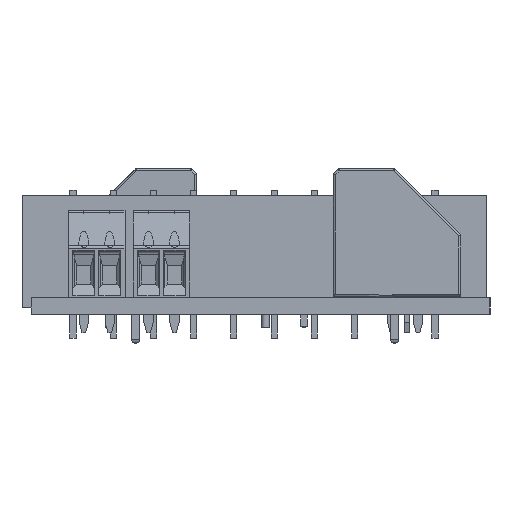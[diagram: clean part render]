
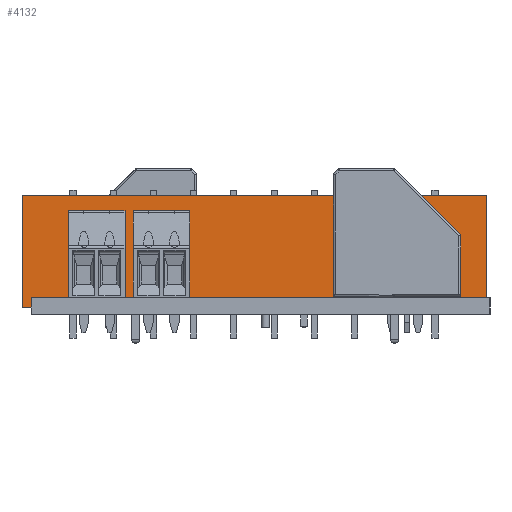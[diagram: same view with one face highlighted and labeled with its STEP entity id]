
A CAD part, left-side view. The second image highlights one B-rep face of the part: STEP entity #4132.
In plain terms, the highlighted face is planar.
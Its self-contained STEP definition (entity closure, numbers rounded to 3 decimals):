
#261 = PLANE('',#262);
#262 = AXIS2_PLACEMENT_3D('',#263,#264,#265);
#263 = CARTESIAN_POINT('',(17.75,0.,10.));
#264 = DIRECTION('',(0.,0.,1.));
#265 = DIRECTION('',(1.,0.,0.));
#298 = VERTEX_POINT('',#299);
#299 = CARTESIAN_POINT('',(-4.,3.5,0.));
#308 = PLANE('',#309);
#309 = AXIS2_PLACEMENT_3D('',#310,#311,#312);
#310 = CARTESIAN_POINT('',(-4.,3.5,0.));
#311 = DIRECTION('',(1.,0.,0.));
#312 = DIRECTION('',(0.,-1.,0.));
#320 = PLANE('',#321);
#321 = AXIS2_PLACEMENT_3D('',#322,#323,#324);
#322 = CARTESIAN_POINT('',(17.75,0.,0.)
  );
#323 = DIRECTION('',(0.,0.,1.));
#324 = DIRECTION('',(1.,0.,0.));
#361 = VERTEX_POINT('',#362);
#362 = CARTESIAN_POINT('',(-4.,3.5,-1.));
#376 = PLANE('',#377);
#377 = AXIS2_PLACEMENT_3D('',#378,#379,#380);
#378 = CARTESIAN_POINT('',(-4.5,0.,-1.));
#379 = DIRECTION('',(0.,0.,-1.));
#380 = DIRECTION('',(-1.,0.,0.));
#388 = EDGE_CURVE('',#298,#361,#389,.T.);
#389 = SURFACE_CURVE('',#390,(#394,#401),.PCURVE_S1.);
#390 = LINE('',#391,#392);
#391 = CARTESIAN_POINT('',(-4.,3.5,0.));
#392 = VECTOR('',#393,1.);
#393 = DIRECTION('',(0.,0.,-1.));
#394 = PCURVE('',#308,#395);
#395 = DEFINITIONAL_REPRESENTATION('',(#396),#400);
#396 = LINE('',#397,#398);
#397 = CARTESIAN_POINT('',(0.,0.));
#398 = VECTOR('',#399,1.);
#399 = DIRECTION('',(0.,1.));
#400 = ( GEOMETRIC_REPRESENTATION_CONTEXT(2) 
PARAMETRIC_REPRESENTATION_CONTEXT() REPRESENTATION_CONTEXT('2D SPACE',''
  ) );
#401 = PCURVE('',#402,#407);
#402 = PLANE('',#403);
#403 = AXIS2_PLACEMENT_3D('',#404,#405,#406);
#404 = CARTESIAN_POINT('',(-5.,3.5,0.));
#405 = DIRECTION('',(0.,1.,0.));
#406 = DIRECTION('',(1.,0.,0.));
#407 = DEFINITIONAL_REPRESENTATION('',(#408),#412);
#408 = LINE('',#409,#410);
#409 = CARTESIAN_POINT('',(1.,0.));
#410 = VECTOR('',#411,1.);
#411 = DIRECTION('',(0.,1.));
#412 = ( GEOMETRIC_REPRESENTATION_CONTEXT(2) 
PARAMETRIC_REPRESENTATION_CONTEXT() REPRESENTATION_CONTEXT('2D SPACE',''
  ) );
#467 = VERTEX_POINT('',#468);
#468 = CARTESIAN_POINT('',(40.5,3.5,-1.));
#477 = PLANE('',#478);
#478 = AXIS2_PLACEMENT_3D('',#479,#480,#481);
#479 = CARTESIAN_POINT('',(40.,0.,-1.));
#480 = DIRECTION('',(0.,0.,-1.));
#481 = DIRECTION('',(-1.,0.,0.));
#489 = PLANE('',#490);
#490 = AXIS2_PLACEMENT_3D('',#491,#492,#493);
#491 = CARTESIAN_POINT('',(40.5,-3.5,0.));
#492 = DIRECTION('',(1.,0.,0.));
#493 = DIRECTION('',(0.,1.,0.));
#525 = VERTEX_POINT('',#526);
#526 = CARTESIAN_POINT('',(39.5,3.5,-1.));
#540 = PLANE('',#541);
#541 = AXIS2_PLACEMENT_3D('',#542,#543,#544);
#542 = CARTESIAN_POINT('',(39.5,2.5,0.));
#543 = DIRECTION('',(-1.,0.,0.));
#544 = DIRECTION('',(0.,-1.,0.));
#552 = EDGE_CURVE('',#525,#467,#553,.T.);
#553 = SURFACE_CURVE('',#554,(#558,#565),.PCURVE_S1.);
#554 = LINE('',#555,#556);
#555 = CARTESIAN_POINT('',(40.5,3.5,-1.));
#556 = VECTOR('',#557,1.);
#557 = DIRECTION('',(1.,0.,0.));
#558 = PCURVE('',#477,#559);
#559 = DEFINITIONAL_REPRESENTATION('',(#560),#564);
#560 = LINE('',#561,#562);
#561 = CARTESIAN_POINT('',(-0.5,3.5));
#562 = VECTOR('',#563,1.);
#563 = DIRECTION('',(-1.,0.));
#564 = ( GEOMETRIC_REPRESENTATION_CONTEXT(2) 
PARAMETRIC_REPRESENTATION_CONTEXT() REPRESENTATION_CONTEXT('2D SPACE',''
  ) );
#565 = PCURVE('',#402,#566);
#566 = DEFINITIONAL_REPRESENTATION('',(#567),#571);
#567 = LINE('',#568,#569);
#568 = CARTESIAN_POINT('',(45.5,1.));
#569 = VECTOR('',#570,1.);
#570 = DIRECTION('',(1.,0.));
#571 = ( GEOMETRIC_REPRESENTATION_CONTEXT(2) 
PARAMETRIC_REPRESENTATION_CONTEXT() REPRESENTATION_CONTEXT('2D SPACE',''
  ) );
#576 = EDGE_CURVE('',#577,#298,#579,.T.);
#577 = VERTEX_POINT('',#578);
#578 = CARTESIAN_POINT('',(39.5,3.5,0.));
#579 = SURFACE_CURVE('',#580,(#584,#591),.PCURVE_S1.);
#580 = LINE('',#581,#582);
#581 = CARTESIAN_POINT('',(40.5,3.5,0.));
#582 = VECTOR('',#583,1.);
#583 = DIRECTION('',(-1.,0.,0.));
#584 = PCURVE('',#320,#585);
#585 = DEFINITIONAL_REPRESENTATION('',(#586),#590);
#586 = LINE('',#587,#588);
#587 = CARTESIAN_POINT('',(22.75,3.5));
#588 = VECTOR('',#589,1.);
#589 = DIRECTION('',(-1.,0.));
#590 = ( GEOMETRIC_REPRESENTATION_CONTEXT(2) 
PARAMETRIC_REPRESENTATION_CONTEXT() REPRESENTATION_CONTEXT('2D SPACE',''
  ) );
#591 = PCURVE('',#402,#592);
#592 = DEFINITIONAL_REPRESENTATION('',(#593),#597);
#593 = LINE('',#594,#595);
#594 = CARTESIAN_POINT('',(45.5,0.));
#595 = VECTOR('',#596,1.);
#596 = DIRECTION('',(-1.,0.));
#597 = ( GEOMETRIC_REPRESENTATION_CONTEXT(2) 
PARAMETRIC_REPRESENTATION_CONTEXT() REPRESENTATION_CONTEXT('2D SPACE',''
  ) );
#3013 = EDGE_CURVE('',#577,#525,#3014,.T.);
#3014 = SURFACE_CURVE('',#3015,(#3019,#3026),.PCURVE_S1.);
#3015 = LINE('',#3016,#3017);
#3016 = CARTESIAN_POINT('',(39.5,3.5,0.));
#3017 = VECTOR('',#3018,1.);
#3018 = DIRECTION('',(0.,0.,-1.));
#3019 = PCURVE('',#540,#3020);
#3020 = DEFINITIONAL_REPRESENTATION('',(#3021),#3025);
#3021 = LINE('',#3022,#3023);
#3022 = CARTESIAN_POINT('',(-1.,0.));
#3023 = VECTOR('',#3024,1.);
#3024 = DIRECTION('',(0.,-1.));
#3025 = ( GEOMETRIC_REPRESENTATION_CONTEXT(2) 
PARAMETRIC_REPRESENTATION_CONTEXT() REPRESENTATION_CONTEXT('2D SPACE',''
  ) );
#3026 = PCURVE('',#402,#3027);
#3027 = DEFINITIONAL_REPRESENTATION('',(#3028),#3032);
#3028 = LINE('',#3029,#3030);
#3029 = CARTESIAN_POINT('',(44.5,0.));
#3030 = VECTOR('',#3031,1.);
#3031 = DIRECTION('',(0.,1.));
#3032 = ( GEOMETRIC_REPRESENTATION_CONTEXT(2) 
PARAMETRIC_REPRESENTATION_CONTEXT() REPRESENTATION_CONTEXT('2D SPACE',''
  ) );
#3843 = EDGE_CURVE('',#467,#3844,#3846,.T.);
#3844 = VERTEX_POINT('',#3845);
#3845 = CARTESIAN_POINT('',(40.5,3.5,10.));
#3846 = SURFACE_CURVE('',#3847,(#3851,#3858),.PCURVE_S1.);
#3847 = LINE('',#3848,#3849);
#3848 = CARTESIAN_POINT('',(40.5,3.5,0.));
#3849 = VECTOR('',#3850,1.);
#3850 = DIRECTION('',(0.,0.,1.));
#3851 = PCURVE('',#489,#3852);
#3852 = DEFINITIONAL_REPRESENTATION('',(#3853),#3857);
#3853 = LINE('',#3854,#3855);
#3854 = CARTESIAN_POINT('',(7.,0.));
#3855 = VECTOR('',#3856,1.);
#3856 = DIRECTION('',(0.,1.));
#3857 = ( GEOMETRIC_REPRESENTATION_CONTEXT(2) 
PARAMETRIC_REPRESENTATION_CONTEXT() REPRESENTATION_CONTEXT('2D SPACE',''
  ) );
#3858 = PCURVE('',#402,#3859);
#3859 = DEFINITIONAL_REPRESENTATION('',(#3860),#3864);
#3860 = LINE('',#3861,#3862);
#3861 = CARTESIAN_POINT('',(45.5,0.));
#3862 = VECTOR('',#3863,1.);
#3863 = DIRECTION('',(0.,-1.));
#3864 = ( GEOMETRIC_REPRESENTATION_CONTEXT(2) 
PARAMETRIC_REPRESENTATION_CONTEXT() REPRESENTATION_CONTEXT('2D SPACE',''
  ) );
#3938 = EDGE_CURVE('',#3844,#3939,#3941,.T.);
#3939 = VERTEX_POINT('',#3940);
#3940 = CARTESIAN_POINT('',(-5.,3.5,10.));
#3941 = SURFACE_CURVE('',#3942,(#3946,#3953),.PCURVE_S1.);
#3942 = LINE('',#3943,#3944);
#3943 = CARTESIAN_POINT('',(40.5,3.5,10.));
#3944 = VECTOR('',#3945,1.);
#3945 = DIRECTION('',(-1.,0.,0.));
#3946 = PCURVE('',#261,#3947);
#3947 = DEFINITIONAL_REPRESENTATION('',(#3948),#3952);
#3948 = LINE('',#3949,#3950);
#3949 = CARTESIAN_POINT('',(22.75,3.5));
#3950 = VECTOR('',#3951,1.);
#3951 = DIRECTION('',(-1.,0.));
#3952 = ( GEOMETRIC_REPRESENTATION_CONTEXT(2) 
PARAMETRIC_REPRESENTATION_CONTEXT() REPRESENTATION_CONTEXT('2D SPACE',''
  ) );
#3953 = PCURVE('',#402,#3954);
#3954 = DEFINITIONAL_REPRESENTATION('',(#3955),#3959);
#3955 = LINE('',#3956,#3957);
#3956 = CARTESIAN_POINT('',(45.5,-10.));
#3957 = VECTOR('',#3958,1.);
#3958 = DIRECTION('',(-1.,0.));
#3959 = ( GEOMETRIC_REPRESENTATION_CONTEXT(2) 
PARAMETRIC_REPRESENTATION_CONTEXT() REPRESENTATION_CONTEXT('2D SPACE',''
  ) );
#3975 = PLANE('',#3976);
#3976 = AXIS2_PLACEMENT_3D('',#3977,#3978,#3979);
#3977 = CARTESIAN_POINT('',(-5.,-3.5,0.));
#3978 = DIRECTION('',(-1.,0.,0.));
#3979 = DIRECTION('',(0.,1.,0.));
#4132 = ADVANCED_FACE('',(#4133),#402,.T.);
#4133 = FACE_BOUND('',#4134,.T.);
#4134 = EDGE_LOOP('',(#4135,#4136,#4159,#4180,#4181,#4182,#4183,#4184));
#4135 = ORIENTED_EDGE('',*,*,#388,.T.);
#4136 = ORIENTED_EDGE('',*,*,#4137,.F.);
#4137 = EDGE_CURVE('',#4138,#361,#4140,.T.);
#4138 = VERTEX_POINT('',#4139);
#4139 = CARTESIAN_POINT('',(-5.,3.5,-1.));
#4140 = SURFACE_CURVE('',#4141,(#4145,#4152),.PCURVE_S1.);
#4141 = LINE('',#4142,#4143);
#4142 = CARTESIAN_POINT('',(40.5,3.5,-1.));
#4143 = VECTOR('',#4144,1.);
#4144 = DIRECTION('',(1.,0.,0.));
#4145 = PCURVE('',#402,#4146);
#4146 = DEFINITIONAL_REPRESENTATION('',(#4147),#4151);
#4147 = LINE('',#4148,#4149);
#4148 = CARTESIAN_POINT('',(45.5,1.));
#4149 = VECTOR('',#4150,1.);
#4150 = DIRECTION('',(1.,0.));
#4151 = ( GEOMETRIC_REPRESENTATION_CONTEXT(2) 
PARAMETRIC_REPRESENTATION_CONTEXT() REPRESENTATION_CONTEXT('2D SPACE',''
  ) );
#4152 = PCURVE('',#376,#4153);
#4153 = DEFINITIONAL_REPRESENTATION('',(#4154),#4158);
#4154 = LINE('',#4155,#4156);
#4155 = CARTESIAN_POINT('',(-45.,3.5));
#4156 = VECTOR('',#4157,1.);
#4157 = DIRECTION('',(-1.,0.));
#4158 = ( GEOMETRIC_REPRESENTATION_CONTEXT(2) 
PARAMETRIC_REPRESENTATION_CONTEXT() REPRESENTATION_CONTEXT('2D SPACE',''
  ) );
#4159 = ORIENTED_EDGE('',*,*,#4160,.F.);
#4160 = EDGE_CURVE('',#3939,#4138,#4161,.T.);
#4161 = SURFACE_CURVE('',#4162,(#4166,#4173),.PCURVE_S1.);
#4162 = LINE('',#4163,#4164);
#4163 = CARTESIAN_POINT('',(-5.,3.5,0.));
#4164 = VECTOR('',#4165,1.);
#4165 = DIRECTION('',(0.,0.,-1.));
#4166 = PCURVE('',#402,#4167);
#4167 = DEFINITIONAL_REPRESENTATION('',(#4168),#4172);
#4168 = LINE('',#4169,#4170);
#4169 = CARTESIAN_POINT('',(0.,0.));
#4170 = VECTOR('',#4171,1.);
#4171 = DIRECTION('',(0.,1.));
#4172 = ( GEOMETRIC_REPRESENTATION_CONTEXT(2) 
PARAMETRIC_REPRESENTATION_CONTEXT() REPRESENTATION_CONTEXT('2D SPACE',''
  ) );
#4173 = PCURVE('',#3975,#4174);
#4174 = DEFINITIONAL_REPRESENTATION('',(#4175),#4179);
#4175 = LINE('',#4176,#4177);
#4176 = CARTESIAN_POINT('',(7.,0.));
#4177 = VECTOR('',#4178,1.);
#4178 = DIRECTION('',(0.,1.));
#4179 = ( GEOMETRIC_REPRESENTATION_CONTEXT(2) 
PARAMETRIC_REPRESENTATION_CONTEXT() REPRESENTATION_CONTEXT('2D SPACE',''
  ) );
#4180 = ORIENTED_EDGE('',*,*,#3938,.F.);
#4181 = ORIENTED_EDGE('',*,*,#3843,.F.);
#4182 = ORIENTED_EDGE('',*,*,#552,.F.);
#4183 = ORIENTED_EDGE('',*,*,#3013,.F.);
#4184 = ORIENTED_EDGE('',*,*,#576,.T.);
